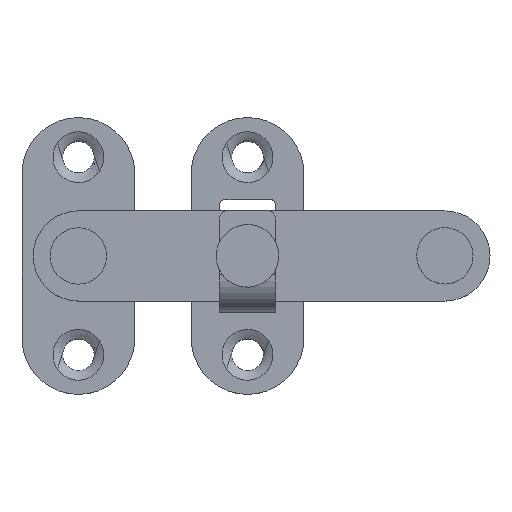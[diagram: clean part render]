
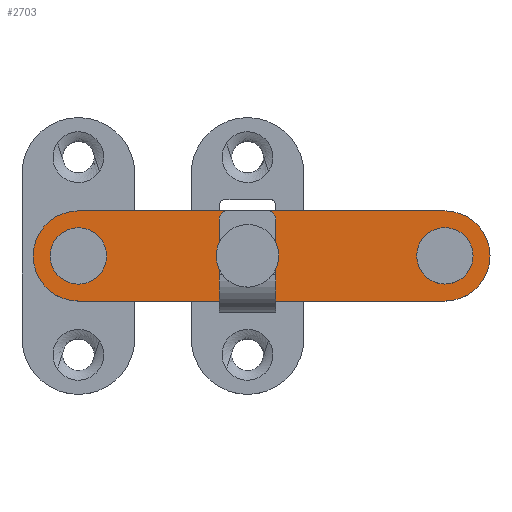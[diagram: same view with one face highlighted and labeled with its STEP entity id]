
A CAD part, top view. The second image highlights one B-rep face of the part: STEP entity #2703.
In plain terms, the highlighted planar face has unit normal (0, 0, 1).
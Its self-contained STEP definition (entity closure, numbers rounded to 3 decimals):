
#94 = DIRECTION ( 'NONE',  ( 0., 0., 1. ) ) ;
#129 = ORIENTED_EDGE ( 'NONE', *, *, #841, .T. ) ;
#154 = EDGE_CURVE ( 'NONE', #2543, #2321, #1554, .T. ) ;
#185 = EDGE_CURVE ( 'NONE', #1998, #1395, #1603, .T. ) ;
#204 = CARTESIAN_POINT ( 'NONE',  ( -32.5, 0., 1.8 ) ) ;
#236 = CARTESIAN_POINT ( 'NONE',  ( 32.5, 0., 1.8 ) ) ;
#248 = AXIS2_PLACEMENT_3D ( 'NONE', #2912, #898, #2484 ) ;
#283 = CIRCLE ( 'NONE', #1940, 3.25 ) ;
#326 = AXIS2_PLACEMENT_3D ( 'NONE', #2444, #2430, #1929 ) ;
#352 = DIRECTION ( 'NONE',  ( 0., 0., 1. ) ) ;
#353 = CARTESIAN_POINT ( 'NONE',  ( 32.5, -8., 1.8 ) ) ;
#362 = DIRECTION ( 'NONE',  ( 1., 0., 0. ) ) ;
#381 = DIRECTION ( 'NONE',  ( 0., 0., 1. ) ) ;
#497 = CIRCLE ( 'NONE', #2656, 8. ) ;
#515 = EDGE_LOOP ( 'NONE', ( #2434, #2011 ) ) ;
#585 = VECTOR ( 'NONE', #1512, 1000. ) ;
#589 = DIRECTION ( 'NONE',  ( 1., 0., 0. ) ) ;
#600 = EDGE_CURVE ( 'NONE', #1230, #1514, #2401, .T. ) ;
#610 = PLANE ( 'NONE',  #1207 ) ;
#665 = AXIS2_PLACEMENT_3D ( 'NONE', #236, #1627, #1596 ) ;
#700 = LINE ( 'NONE', #2763, #1258 ) ;
#759 = CARTESIAN_POINT ( 'NONE',  ( -35.75, 0., 1.8 ) ) ;
#841 = EDGE_CURVE ( 'NONE', #2899, #1693, #2123, .T. ) ;
#863 = CARTESIAN_POINT ( 'NONE',  ( 32.5, 8., 1.8 ) ) ;
#872 = CARTESIAN_POINT ( 'NONE',  ( 32.5, 0., 1.8 ) ) ;
#882 = FACE_OUTER_BOUND ( 'NONE', #1747, .T. ) ;
#898 = DIRECTION ( 'NONE',  ( 0., 0., 1. ) ) ;
#963 = CARTESIAN_POINT ( 'NONE',  ( -32.5, -8., 1.8 ) ) ;
#981 = ORIENTED_EDGE ( 'NONE', *, *, #154, .T. ) ;
#1010 = CARTESIAN_POINT ( 'NONE',  ( -32.5, 8., 1.8 ) ) ;
#1105 = FACE_BOUND ( 'NONE', #515, .T. ) ;
#1153 = EDGE_CURVE ( 'NONE', #1693, #2350, #497, .T. ) ;
#1200 = EDGE_CURVE ( 'NONE', #2321, #2899, #700, .T. ) ;
#1207 = AXIS2_PLACEMENT_3D ( 'NONE', #2864, #381, #2421 ) ;
#1223 = CARTESIAN_POINT ( 'NONE',  ( 36., 0., 1.8 ) ) ;
#1230 = VERTEX_POINT ( 'NONE', #2272 ) ;
#1252 = EDGE_LOOP ( 'NONE', ( #2707, #1688 ) ) ;
#1258 = VECTOR ( 'NONE', #1383, 1000. ) ;
#1268 = DIRECTION ( 'NONE',  ( 1., 0., 0. ) ) ;
#1383 = DIRECTION ( 'NONE',  ( -1., 0., 0. ) ) ;
#1395 = VERTEX_POINT ( 'NONE', #759 ) ;
#1485 = ORIENTED_EDGE ( 'NONE', *, *, #1153, .T. ) ;
#1512 = DIRECTION ( 'NONE',  ( 1., 0., 0. ) ) ;
#1514 = VERTEX_POINT ( 'NONE', #1223 ) ;
#1531 = DIRECTION ( 'NONE',  ( 1., 0., 0. ) ) ;
#1554 = CIRCLE ( 'NONE', #2823, 8. ) ;
#1596 = DIRECTION ( 'NONE',  ( 1., 0., 0. ) ) ;
#1603 = CIRCLE ( 'NONE', #326, 3.25 ) ;
#1627 = DIRECTION ( 'NONE',  ( 0., 0., 1. ) ) ;
#1688 = ORIENTED_EDGE ( 'NONE', *, *, #2017, .F. ) ;
#1693 = VERTEX_POINT ( 'NONE', #2446 ) ;
#1747 = EDGE_LOOP ( 'NONE', ( #129, #1485, #1794, #981, #2361 ) ) ;
#1794 = ORIENTED_EDGE ( 'NONE', *, *, #2626, .T. ) ;
#1929 = DIRECTION ( 'NONE',  ( 1., 0., 0. ) ) ;
#1940 = AXIS2_PLACEMENT_3D ( 'NONE', #2124, #94, #589 ) ;
#1998 = VERTEX_POINT ( 'NONE', #2782 ) ;
#2007 = LINE ( 'NONE', #2232, #585 ) ;
#2011 = ORIENTED_EDGE ( 'NONE', *, *, #2170, .F. ) ;
#2017 = EDGE_CURVE ( 'NONE', #1395, #1998, #283, .T. ) ;
#2123 = CIRCLE ( 'NONE', #2813, 8. ) ;
#2124 = CARTESIAN_POINT ( 'NONE',  ( -32.5, 0., 1.8 ) ) ;
#2170 = EDGE_CURVE ( 'NONE', #1514, #1230, #2658, .T. ) ;
#2232 = CARTESIAN_POINT ( 'NONE',  ( -32.5, -8., 1.8 ) ) ;
#2272 = CARTESIAN_POINT ( 'NONE',  ( 29., 0., 1.8 ) ) ;
#2321 = VERTEX_POINT ( 'NONE', #863 ) ;
#2350 = VERTEX_POINT ( 'NONE', #963 ) ;
#2361 = ORIENTED_EDGE ( 'NONE', *, *, #1200, .T. ) ;
#2377 = CARTESIAN_POINT ( 'NONE',  ( -32.5, 0., 1.8 ) ) ;
#2401 = CIRCLE ( 'NONE', #665, 3.5 ) ;
#2411 = DIRECTION ( 'NONE',  ( 0., 0., 1. ) ) ;
#2421 = DIRECTION ( 'NONE',  ( 1., 0., 0. ) ) ;
#2430 = DIRECTION ( 'NONE',  ( 0., 0., 1. ) ) ;
#2434 = ORIENTED_EDGE ( 'NONE', *, *, #600, .F. ) ;
#2444 = CARTESIAN_POINT ( 'NONE',  ( -32.5, 0., 1.8 ) ) ;
#2446 = CARTESIAN_POINT ( 'NONE',  ( -40.5, 0., 1.8 ) ) ;
#2484 = DIRECTION ( 'NONE',  ( 1., 0., 0. ) ) ;
#2543 = VERTEX_POINT ( 'NONE', #353 ) ;
#2626 = EDGE_CURVE ( 'NONE', #2350, #2543, #2007, .T. ) ;
#2640 = FACE_BOUND ( 'NONE', #1252, .T. ) ;
#2656 = AXIS2_PLACEMENT_3D ( 'NONE', #2377, #352, #1268 ) ;
#2658 = CIRCLE ( 'NONE', #248, 3.5 ) ;
#2664 = DIRECTION ( 'NONE',  ( 0., 0., 1. ) ) ;
#2703 = ADVANCED_FACE ( 'NONE', ( #2640, #1105, #882 ), #610, .T. ) ;
#2707 = ORIENTED_EDGE ( 'NONE', *, *, #185, .F. ) ;
#2763 = CARTESIAN_POINT ( 'NONE',  ( -32.5, 8., 1.8 ) ) ;
#2782 = CARTESIAN_POINT ( 'NONE',  ( -29.25, 0., 1.8 ) ) ;
#2813 = AXIS2_PLACEMENT_3D ( 'NONE', #204, #2411, #1531 ) ;
#2823 = AXIS2_PLACEMENT_3D ( 'NONE', #872, #2664, #362 ) ;
#2864 = CARTESIAN_POINT ( 'NONE',  ( -32.5, 0., 1.8 ) ) ;
#2899 = VERTEX_POINT ( 'NONE', #1010 ) ;
#2912 = CARTESIAN_POINT ( 'NONE',  ( 32.5, 0., 1.8 ) ) ;
